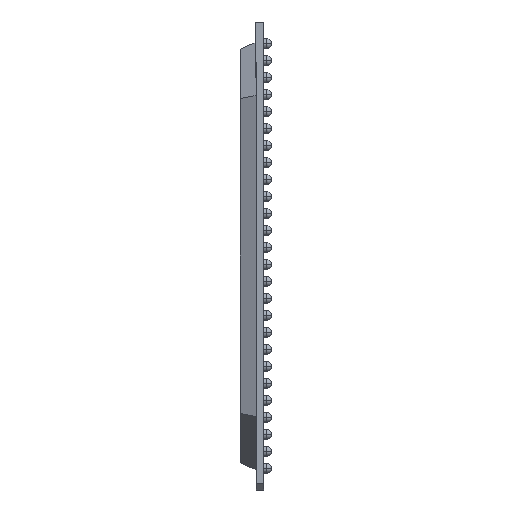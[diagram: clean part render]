
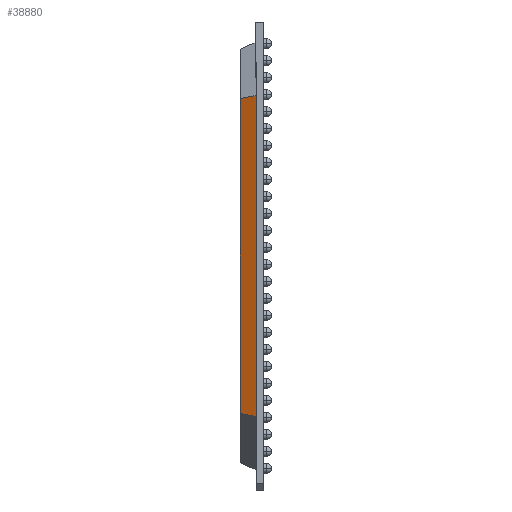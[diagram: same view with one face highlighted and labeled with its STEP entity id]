
A CAD part, left-side view. The second image highlights one B-rep face of the part: STEP entity #38880.
In plain terms, the highlighted planar face has unit normal (-0.906, 0.423, 0).
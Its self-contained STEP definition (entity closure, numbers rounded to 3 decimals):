
#6398=DIRECTION('',(0.,0.,1.));
#6399=VECTOR('',#6398,24.);
#6400=CARTESIAN_POINT('',(-16.,1.16,-12.));
#6401=LINE('',#6400,#6399);
#6552=DIRECTION('',(0.416,0.893,-0.172));
#6553=VECTOR('',#6552,1.311);
#6554=CARTESIAN_POINT('',(-16.,1.16,12.));
#6555=LINE('',#6554,#6553);
#6559=DIRECTION('',(0.416,0.893,0.172));
#6560=VECTOR('',#6559,1.311);
#6561=CARTESIAN_POINT('',(-16.,1.16,-12.));
#6562=LINE('',#6561,#6560);
#6580=DIRECTION('',(0.,0.,1.));
#6581=VECTOR('',#6580,23.548);
#6582=CARTESIAN_POINT('',(-15.454,2.33,-11.774));
#6583=LINE('',#6582,#6581);
#31090=CARTESIAN_POINT('',(-15.454,2.33,11.774));
#31092=VERTEX_POINT('',#31090);
#31116=CARTESIAN_POINT('',(-16.,1.16,-12.));
#31117=VERTEX_POINT('',#31116);
#31118=CARTESIAN_POINT('',(-15.454,2.33,-11.774));
#31119=VERTEX_POINT('',#31118);
#31120=CARTESIAN_POINT('',(-16.,1.16,12.));
#31121=VERTEX_POINT('',#31120);
#38867=CARTESIAN_POINT('',(-15.727,1.745,0.));
#38868=DIRECTION('',(-0.906,0.423,0.));
#38869=DIRECTION('',(0.,0.,-1.));
#38870=AXIS2_PLACEMENT_3D('',#38867,#38868,#38869);
#38871=PLANE('',#38870);
#38872=ORIENTED_EDGE('',*,*,#38738,.F.);
#38874=ORIENTED_EDGE('',*,*,#38873,.T.);
#38876=ORIENTED_EDGE('',*,*,#38875,.T.);
#38877=ORIENTED_EDGE('',*,*,#38819,.F.);
#38878=EDGE_LOOP('',(#38872,#38874,#38876,#38877));
#38879=FACE_OUTER_BOUND('',#38878,.F.);
#38880=ADVANCED_FACE('',(#38879),#38871,.T.);
#38738=EDGE_CURVE('',#31117,#31121,#6401,.T.);
#38819=EDGE_CURVE('',#31121,#31092,#6555,.T.);
#38873=EDGE_CURVE('',#31117,#31119,#6562,.T.);
#38875=EDGE_CURVE('',#31119,#31092,#6583,.T.);
